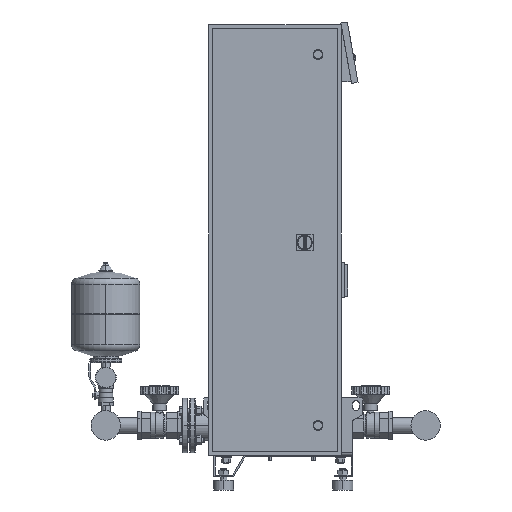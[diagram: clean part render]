
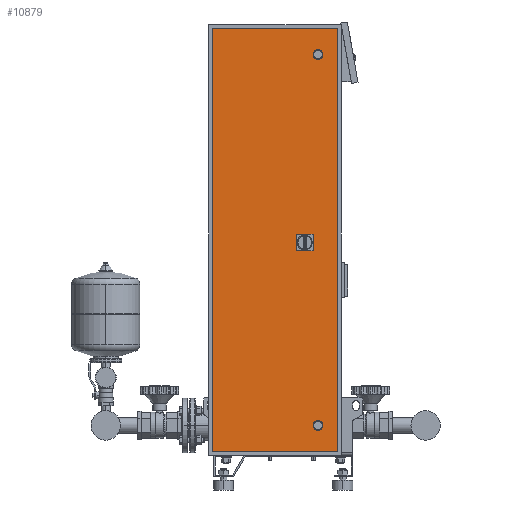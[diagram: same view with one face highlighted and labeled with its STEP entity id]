
A CAD part, left-side view. The second image highlights one B-rep face of the part: STEP entity #10879.
In plain terms, the highlighted free-form (B-spline) face has degree [1, 1] with [2, 2] control points.
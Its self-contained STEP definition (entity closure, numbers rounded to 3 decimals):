
#10512=CARTESIAN_POINT('',(-300.0,-105.0,1300.0));
#10513=VERTEX_POINT('',#10512);
#10529=CARTESIAN_POINT('',(-300.0,-105.0,1330.0));
#10530=VERTEX_POINT('',#10529);
#10537=CARTESIAN_POINT('',(-300.0,-105.0,1315.0));
#10538=DIRECTION('',(1.0,0.0,0.0));
#10539=DIRECTION('',(0.0,0.0,-1.0));
#10540=AXIS2_PLACEMENT_3D('',#10537,#10538,#10539);
#10541=CIRCLE('',#10540,15.0);
#10542=EDGE_CURVE('',#10513,#10530,#10541,.T.);
#10636=CARTESIAN_POINT('',(-300.0,-105.0,180.0));
#10637=VERTEX_POINT('',#10636);
#10653=CARTESIAN_POINT('',(-300.0,-105.0,210.0));
#10654=VERTEX_POINT('',#10653);
#10661=CARTESIAN_POINT('',(-300.0,-105.0,195.0));
#10662=DIRECTION('',(1.0,0.0,0.0));
#10663=DIRECTION('',(0.0,0.0,-1.0));
#10664=AXIS2_PLACEMENT_3D('',#10661,#10662,#10663);
#10665=CIRCLE('',#10664,15.0);
#10666=EDGE_CURVE('',#10637,#10654,#10665,.T.);
#10735=CARTESIAN_POINT('',(-300.0,-105.0,195.0));
#10736=DIRECTION('',(1.0,0.0,0.0));
#10737=DIRECTION('',(0.0,0.0,-1.0));
#10738=AXIS2_PLACEMENT_3D('',#10735,#10736,#10737);
#10739=CIRCLE('',#10738,15.0);
#10740=EDGE_CURVE('',#10654,#10637,#10739,.T.);
#10800=CARTESIAN_POINT('',(-300.0,215.0,115.0));
#10801=VERTEX_POINT('',#10800);
#10802=CARTESIAN_POINT('',(-300.0,-165.0,115.0));
#10803=VERTEX_POINT('',#10802);
#10804=CARTESIAN_POINT('',(-300.0,215.0,115.0));
#10805=DIRECTION('',(0.0,-1.0,0.0));
#10806=VECTOR('',#10805,380.0);
#10807=LINE('',#10804,#10806);
#10808=EDGE_CURVE('',#10801,#10803,#10807,.T.);
#10835=CARTESIAN_POINT('',(-300.0,215.0,1395.0));
#10836=CARTESIAN_POINT('',(-300.0,215.0,115.0));
#10837=CARTESIAN_POINT('',(-300.,-165.0,1395.0));
#10838=CARTESIAN_POINT('',(-300.0,-165.0,115.0));
#10839=B_SPLINE_SURFACE_WITH_KNOTS('',1,1,((#10835,#10837),(#10836,#10838)),.UNSPECIFIED.,.F.,.F.,.U.,(2,2),(2,2),(0.0,1280.0),(0.0,380.0),.UNSPECIFIED.);
#10840=CARTESIAN_POINT('',(-300.0,-165.0,1395.0));
#10841=VERTEX_POINT('',#10840);
#10842=CARTESIAN_POINT('',(-300.0,-165.0,115.0));
#10843=DIRECTION('',(0.0,0.0,1.0));
#10844=VECTOR('',#10843,1280.0);
#10845=LINE('',#10842,#10844);
#10846=EDGE_CURVE('',#10803,#10841,#10845,.T.);
#10847=ORIENTED_EDGE('',*,*,#10846,.T.);
#10848=CARTESIAN_POINT('',(-300.0,215.,1395.0));
#10849=VERTEX_POINT('',#10848);
#10850=CARTESIAN_POINT('',(-300.0,-165.0,1395.0));
#10851=DIRECTION('',(0.0,1.0,0.0));
#10852=VECTOR('',#10851,380.);
#10853=LINE('',#10850,#10852);
#10854=EDGE_CURVE('',#10841,#10849,#10853,.T.);
#10855=ORIENTED_EDGE('',*,*,#10854,.T.);
#10856=CARTESIAN_POINT('',(-300.0,215.,1395.0));
#10857=DIRECTION('',(0.0,0.0,-1.0));
#10858=VECTOR('',#10857,1280.0);
#10859=LINE('',#10856,#10858);
#10860=EDGE_CURVE('',#10849,#10801,#10859,.T.);
#10861=ORIENTED_EDGE('',*,*,#10860,.T.);
#10862=ORIENTED_EDGE('',*,*,#10808,.T.);
#10863=EDGE_LOOP('',(#10847,#10855,#10861,#10862));
#10864=FACE_OUTER_BOUND('',#10863,.T.);
#10865=ORIENTED_EDGE('',*,*,#10740,.T.);
#10866=ORIENTED_EDGE('',*,*,#10666,.T.);
#10867=EDGE_LOOP('',(#10865,#10866));
#10868=FACE_BOUND('',#10867,.T.);
#10869=CARTESIAN_POINT('',(-300.0,-105.0,1315.0));
#10870=DIRECTION('',(1.0,0.0,0.0));
#10871=DIRECTION('',(0.0,0.0,-1.0));
#10872=AXIS2_PLACEMENT_3D('',#10869,#10870,#10871);
#10873=CIRCLE('',#10872,15.0);
#10874=EDGE_CURVE('',#10530,#10513,#10873,.T.);
#10875=ORIENTED_EDGE('',*,*,#10874,.T.);
#10876=ORIENTED_EDGE('',*,*,#10542,.T.);
#10877=EDGE_LOOP('',(#10875,#10876));
#10878=FACE_BOUND('',#10877,.T.);
#10879=ADVANCED_FACE('',(#10864,#10868,#10878),#10839,.T.);
